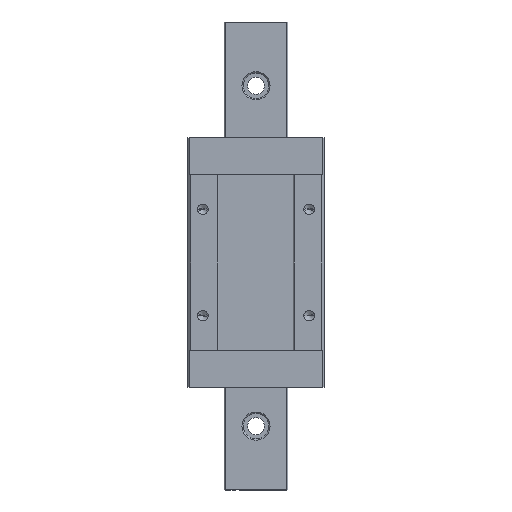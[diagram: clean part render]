
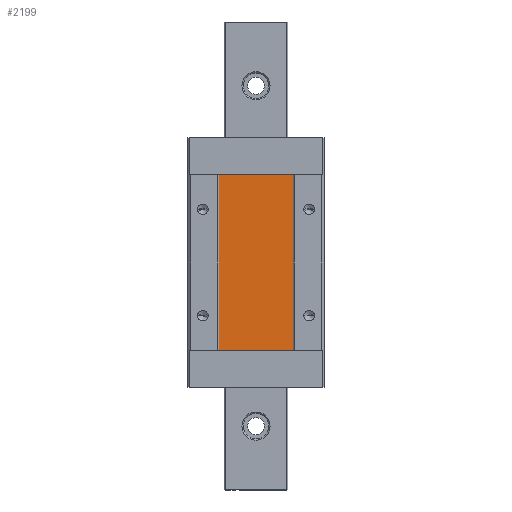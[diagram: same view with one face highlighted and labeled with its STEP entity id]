
A CAD part, top view. The second image highlights one B-rep face of the part: STEP entity #2199.
In plain terms, the highlighted planar face has unit normal (0, 0, 1).
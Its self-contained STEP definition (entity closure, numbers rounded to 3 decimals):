
#40 = LINE ( 'NONE', #5103, #4440 ) ;
#51 = CARTESIAN_POINT ( 'NONE',  ( 8.75, 0., 5.7 ) ) ;
#166 = VERTEX_POINT ( 'NONE', #1248 ) ;
#253 = CARTESIAN_POINT ( 'NONE',  ( -8.75, 41.2, 5.7 ) ) ;
#439 = PLANE ( 'NONE',  #3850 ) ;
#523 = VECTOR ( 'NONE', #5327, 1000. ) ;
#625 = LINE ( 'NONE', #51, #1730 ) ;
#635 = CARTESIAN_POINT ( 'NONE',  ( -8.75, 0., 5.7 ) ) ;
#713 = EDGE_CURVE ( 'NONE', #933, #3989, #3737, .T. ) ;
#933 = VERTEX_POINT ( 'NONE', #1930 ) ;
#967 = EDGE_CURVE ( 'NONE', #3989, #3120, #625, .T. ) ;
#1103 = VECTOR ( 'NONE', #1114, 1000. ) ;
#1114 = DIRECTION ( 'NONE',  ( 0., 1., 0. ) ) ;
#1248 = CARTESIAN_POINT ( 'NONE',  ( 8.75, 41.2, 5.7 ) ) ;
#1696 = CARTESIAN_POINT ( 'NONE',  ( 8.75, 41.2, 5.7 ) ) ;
#1730 = VECTOR ( 'NONE', #5113, 1000. ) ;
#1930 = CARTESIAN_POINT ( 'NONE',  ( -8.75, 41.2, 5.7 ) ) ;
#1983 = EDGE_LOOP ( 'NONE', ( #4421, #3697, #3145, #2048 ) ) ;
#2048 = ORIENTED_EDGE ( 'NONE', *, *, #4099, .T. ) ;
#2199 = ADVANCED_FACE ( 'NONE', ( #3122 ), #439, .T. ) ;
#2280 = LINE ( 'NONE', #1696, #1103 ) ;
#3036 = EDGE_CURVE ( 'NONE', #166, #933, #40, .T. ) ;
#3120 = VERTEX_POINT ( 'NONE', #4567 ) ;
#3122 = FACE_OUTER_BOUND ( 'NONE', #1983, .T. ) ;
#3145 = ORIENTED_EDGE ( 'NONE', *, *, #967, .T. ) ;
#3697 = ORIENTED_EDGE ( 'NONE', *, *, #713, .T. ) ;
#3737 = LINE ( 'NONE', #253, #523 ) ;
#3850 = AXIS2_PLACEMENT_3D ( 'NONE', #5512, #4940, #4358 ) ;
#3989 = VERTEX_POINT ( 'NONE', #635 ) ;
#4099 = EDGE_CURVE ( 'NONE', #3120, #166, #2280, .T. ) ;
#4358 = DIRECTION ( 'NONE',  ( 1., 0., 0. ) ) ;
#4421 = ORIENTED_EDGE ( 'NONE', *, *, #3036, .T. ) ;
#4440 = VECTOR ( 'NONE', #4535, 1000. ) ;
#4535 = DIRECTION ( 'NONE',  ( -1., 0., 0. ) ) ;
#4567 = CARTESIAN_POINT ( 'NONE',  ( 8.75, 0., 5.7 ) ) ;
#4940 = DIRECTION ( 'NONE',  ( 0., 0., 1. ) ) ;
#5103 = CARTESIAN_POINT ( 'NONE',  ( 8.75, 41.2, 5.7 ) ) ;
#5113 = DIRECTION ( 'NONE',  ( 1., 0., 0. ) ) ;
#5327 = DIRECTION ( 'NONE',  ( 0., -1., 0. ) ) ;
#5512 = CARTESIAN_POINT ( 'NONE',  ( 8.75, 41.2, 5.7 ) ) ;
